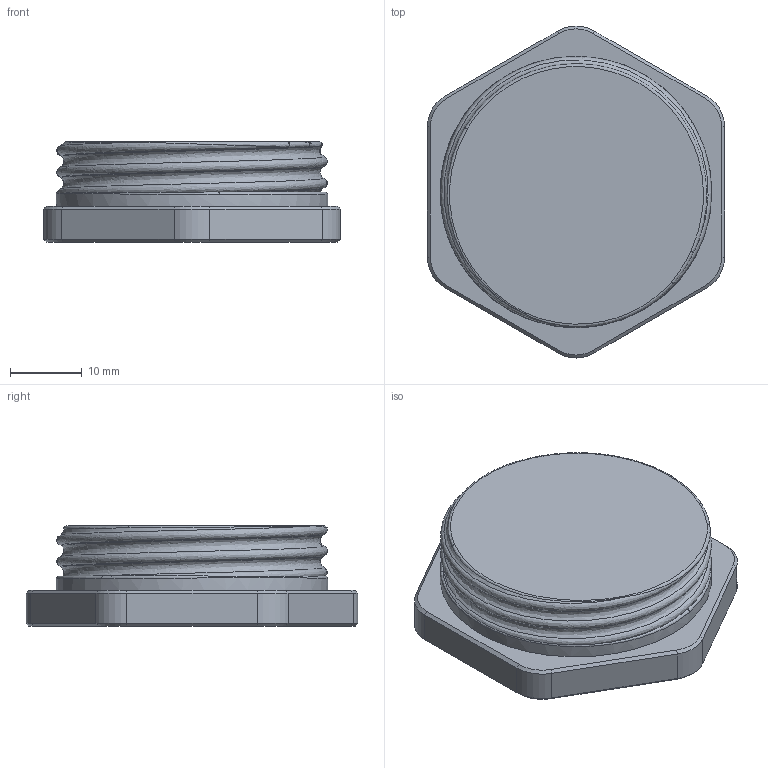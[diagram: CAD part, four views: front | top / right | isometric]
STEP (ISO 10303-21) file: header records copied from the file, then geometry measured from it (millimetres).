
FILE_DESCRIPTION(/* description */ ('STEP AP242','CAx-IF Rec.Pracs.---Representation and Presentation of Product Manufacturing Information (PMI)---4.0---2014-10-13','CAx-IF Rec.Pracs.---3D Tessellated Geometry---0.4---2014-09-14','2;1'),/* implementation_level */ '2;1');
FILE_NAME(/* name */ '666a3bd2d2cb3267aa786ed0',/* time_stamp */ '2024-06-13T00:22:42Z',/* author */ (''),/* organization */ (''),/* preprocessor_version */ 'ST-DEVELOPER v20',/* originating_system */ ' ',/* authorisation */ ' ');
FILE_SCHEMA (('AP242_MANAGED_MODEL_BASED_3D_ENGINEERING_MIM_LF { 1 0 10303 442 1 1 4 }'));
Length unit declared in the file: metre
Products named in the file (1): Part 1
Bounding box: 41.5 x 46.37 x 14 mm (x, y, z)
Volume: 17069.6 mm3; surface area: 4808.7 mm2
Topology: 1 solids, 1 shells, 50 faces, 112 edges, 65 vertices
Faces by surface type: plane 22, cone 12, bspline 8, cylinder 7, torus 1
Full cylindrical faces by diameter (mm): 37.95 x1
Entity records: 3064 total; most frequent: CARTESIAN_POINT 1993, ORIENTED_EDGE 220, DIRECTION 212, EDGE_CURVE 110, AXIS2_PLACEMENT_3D 76, VERTEX_POINT 64, LINE 60, VECTOR 60
